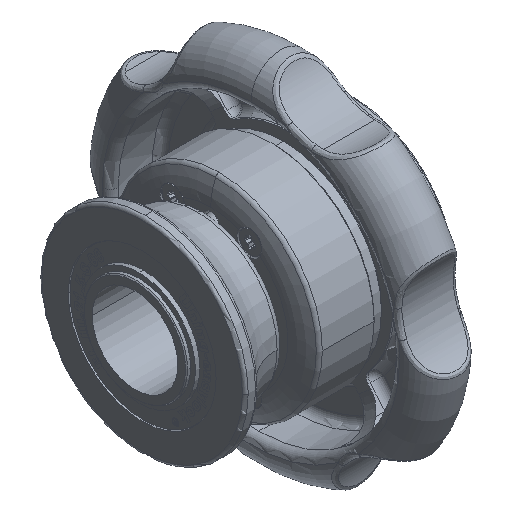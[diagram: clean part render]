
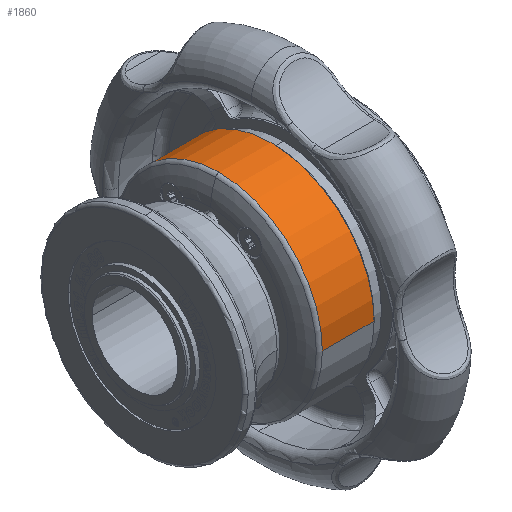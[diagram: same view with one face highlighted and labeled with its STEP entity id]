
A CAD part, isometric view. The second image highlights one B-rep face of the part: STEP entity #1860.
In plain terms, the highlighted cylindrical face has radius 26 mm (diameter 52 mm), a partial arc.
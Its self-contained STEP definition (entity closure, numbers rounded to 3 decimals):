
#1576 = DIRECTION ( 'NONE',  ( 0., -1., 0. ) ) ;
#1860 = ADVANCED_FACE ( 'NONE', ( #7154 ), #6495, .T. ) ;
#2396 = AXIS2_PLACEMENT_3D ( 'NONE', #61835, #16751, #42583 ) ;
#3191 = CARTESIAN_POINT ( 'NONE',  ( -11.658, 0., 0. ) ) ;
#5523 = DIRECTION ( 'NONE',  ( -1., 0., 0. ) ) ;
#6495 = CYLINDRICAL_SURFACE ( 'NONE', #2396, 26. ) ;
#7154 = FACE_OUTER_BOUND ( 'NONE', #56619, .T. ) ;
#10177 = EDGE_CURVE ( 'NONE', #41397, #58217, #31247, .T. ) ;
#10316 = CIRCLE ( 'NONE', #14573, 26. ) ;
#10886 = DIRECTION ( 'NONE',  ( 1., 0., 0. ) ) ;
#11199 = CIRCLE ( 'NONE', #29206, 26. ) ;
#11348 = CARTESIAN_POINT ( 'NONE',  ( 80.945, -26., 0. ) ) ;
#12970 = CARTESIAN_POINT ( 'NONE',  ( 1.4, 26., 0. ) ) ;
#14276 = CARTESIAN_POINT ( 'NONE',  ( -11.658, 0., 26. ) ) ;
#14573 = AXIS2_PLACEMENT_3D ( 'NONE', #3191, #48903, #58873 ) ;
#16113 = DIRECTION ( 'NONE',  ( 0., 0., 1. ) ) ;
#16751 = DIRECTION ( 'NONE',  ( 1., 0., 0. ) ) ;
#20802 = CARTESIAN_POINT ( 'NONE',  ( -11.658, 26., 0. ) ) ;
#21317 = ORIENTED_EDGE ( 'NONE', *, *, #65557, .F. ) ;
#22150 = VERTEX_POINT ( 'NONE', #12970 ) ;
#29206 = AXIS2_PLACEMENT_3D ( 'NONE', #51246, #5523, #16113 ) ;
#31247 = LINE ( 'NONE', #11348, #60616 ) ;
#31391 = CARTESIAN_POINT ( 'NONE',  ( -11.658, -26., 0. ) ) ;
#31813 = VERTEX_POINT ( 'NONE', #14276 ) ;
#32237 = EDGE_CURVE ( 'NONE', #31813, #63121, #10316, .T. ) ;
#33075 = ORIENTED_EDGE ( 'NONE', *, *, #51020, .F. ) ;
#35035 = ORIENTED_EDGE ( 'NONE', *, *, #32237, .F. ) ;
#35473 = LINE ( 'NONE', #55347, #57296 ) ;
#38216 = ORIENTED_EDGE ( 'NONE', *, *, #58533, .F. ) ;
#39103 = AXIS2_PLACEMENT_3D ( 'NONE', #43302, #46971, #1576 ) ;
#40501 = DIRECTION ( 'NONE',  ( 1., 0., 0. ) ) ;
#41397 = VERTEX_POINT ( 'NONE', #31391 ) ;
#42583 = DIRECTION ( 'NONE',  ( 0., 1., 0. ) ) ;
#43302 = CARTESIAN_POINT ( 'NONE',  ( 1.4, 0., 0. ) ) ;
#45449 = CIRCLE ( 'NONE', #39103, 26. ) ;
#46971 = DIRECTION ( 'NONE',  ( 1., 0., 0. ) ) ;
#48903 = DIRECTION ( 'NONE',  ( -1., 0., 0. ) ) ;
#49594 = CARTESIAN_POINT ( 'NONE',  ( 1.4, -26., 0. ) ) ;
#51020 = EDGE_CURVE ( 'NONE', #22150, #58217, #45449, .T. ) ;
#51246 = CARTESIAN_POINT ( 'NONE',  ( -11.658, 0., 0. ) ) ;
#55347 = CARTESIAN_POINT ( 'NONE',  ( 80.945, 26., 0. ) ) ;
#56619 = EDGE_LOOP ( 'NONE', ( #21317, #64150, #33075, #38216, #35035 ) ) ;
#57296 = VECTOR ( 'NONE', #10886, 1000. ) ;
#58217 = VERTEX_POINT ( 'NONE', #49594 ) ;
#58533 = EDGE_CURVE ( 'NONE', #63121, #22150, #35473, .T. ) ;
#58873 = DIRECTION ( 'NONE',  ( 0., 0., 1. ) ) ;
#60616 = VECTOR ( 'NONE', #40501, 1000. ) ;
#61835 = CARTESIAN_POINT ( 'NONE',  ( 80.945, 0., 0. ) ) ;
#63121 = VERTEX_POINT ( 'NONE', #20802 ) ;
#64150 = ORIENTED_EDGE ( 'NONE', *, *, #10177, .T. ) ;
#65557 = EDGE_CURVE ( 'NONE', #41397, #31813, #11199, .T. ) ;
